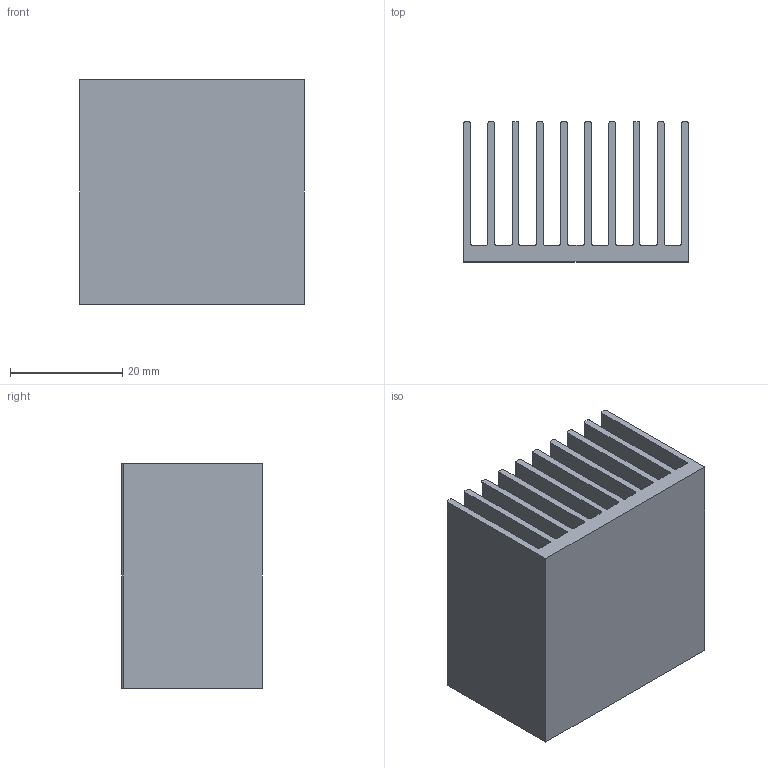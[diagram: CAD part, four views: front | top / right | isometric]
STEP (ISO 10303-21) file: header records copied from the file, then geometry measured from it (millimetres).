
FILE_DESCRIPTION((''),'2;1');
FILE_NAME('40X40_2','2025-12-15T14:20:46',('ITadmin'),(''),'CREO PARAMETRIC BY PTC INC, 2018050','CREO PARAMETRIC BY PTC INC, 2018050','');
FILE_SCHEMA(('CONFIG_CONTROL_DESIGN'));
Length unit declared in the file: millimetre
Products named in the file (1): 40X40_2
Bounding box: 40 x 25 x 40 mm (x, y, z)
Volume: 15359.3 mm3; surface area: 21612.2 mm2
Topology: 1 solids, 1 shells, 80 faces, 234 edges, 156 vertices
Faces by surface type: plane 42, cylinder 38
Entity records: 2712 total; most frequent: DIRECTION 470, CARTESIAN_POINT 470, ORIENTED_EDGE 468, EDGE_CURVE 234, VECTOR 158, LINE 158, AXIS2_PLACEMENT_3D 156, VERTEX_POINT 156
